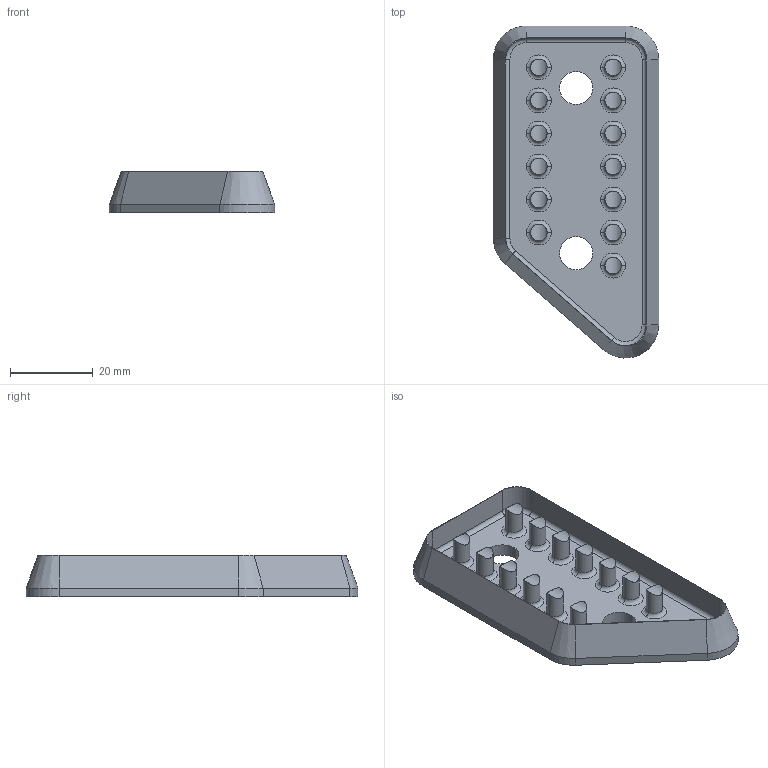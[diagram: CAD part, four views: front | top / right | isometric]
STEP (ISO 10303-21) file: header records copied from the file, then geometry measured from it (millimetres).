
FILE_DESCRIPTION((''),'2;1');
FILE_NAME('MATRICE','2023-09-12T17:00:18',('mvong'),(''),'CREO PARAMETRIC BY PTC INC, 2019224','CREO PARAMETRIC BY PTC INC, 2019224','');
FILE_SCHEMA(('CONFIG_CONTROL_DESIGN'));
Length unit declared in the file: millimetre
Products named in the file (1): MATRICE
Bounding box: 40 x 80.35 x 10 mm (x, y, z)
Volume: 11097 mm3; surface area: 9424.5 mm2
Topology: 1 solids, 1 shells, 104 faces, 222 edges, 134 vertices
Faces by surface type: cylinder 55, torus 30, plane 15, cone 4
Entity records: 3296 total; most frequent: CARTESIAN_POINT 954, DIRECTION 522, ORIENTED_EDGE 444, AXIS2_PLACEMENT_3D 222, EDGE_CURVE 222, VERTEX_POINT 134, EDGE_LOOP 122, CIRCLE 118
